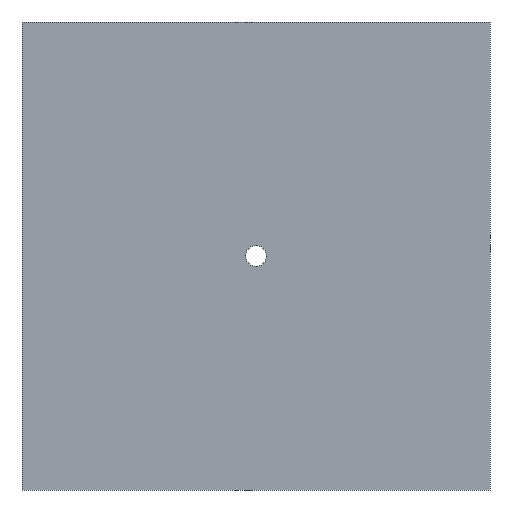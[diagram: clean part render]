
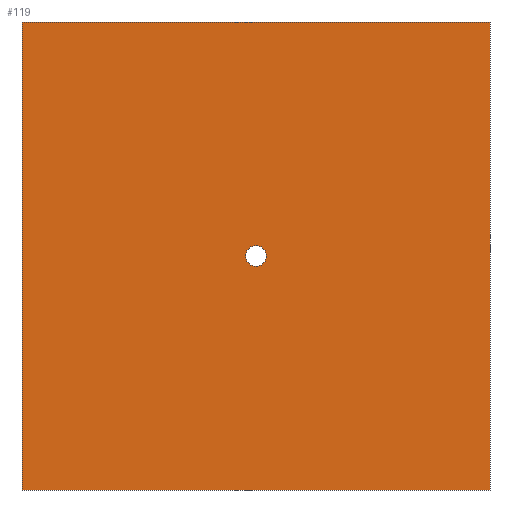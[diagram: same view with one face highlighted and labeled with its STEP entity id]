
A CAD part, front view. The second image highlights one B-rep face of the part: STEP entity #119.
In plain terms, the highlighted planar face has unit normal (0, -1, 0).
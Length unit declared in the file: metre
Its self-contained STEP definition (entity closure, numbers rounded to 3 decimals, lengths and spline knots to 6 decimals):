
#7 = PLANE ( 'NONE',  #60 ) ;
#8 = DIRECTION ( 'NONE',  ( 0., 0., -1. ) ) ;
#22 = VECTOR ( 'NONE', #171, 1. ) ;
#36 = CARTESIAN_POINT ( 'NONE',  ( 0., 0., 0. ) ) ;
#37 = ORIENTED_EDGE ( 'NONE', *, *, #242, .F. ) ;
#40 = CARTESIAN_POINT ( 'NONE',  ( 0., 0., -0.002 ) ) ;
#50 = AXIS2_PLACEMENT_3D ( 'NONE', #36, #224, #8 ) ;
#53 = FACE_BOUND ( 'NONE', #285, .T. ) ;
#56 = DIRECTION ( 'NONE',  ( 0., -1., 0. ) ) ;
#57 = CARTESIAN_POINT ( 'NONE',  ( -0.045, 0., 0.045 ) ) ;
#60 = AXIS2_PLACEMENT_3D ( 'NONE', #100, #56, #151 ) ;
#61 = LINE ( 'NONE', #156, #226 ) ;
#77 = LINE ( 'NONE', #269, #22 ) ;
#86 = EDGE_LOOP ( 'NONE', ( #260, #91, #97, #37 ) ) ;
#88 = ORIENTED_EDGE ( 'NONE', *, *, #200, .F. ) ;
#89 = EDGE_CURVE ( 'NONE', #165, #173, #169, .T. ) ;
#91 = ORIENTED_EDGE ( 'NONE', *, *, #109, .F. ) ;
#96 = DIRECTION ( 'NONE',  ( 0., 0., 1. ) ) ;
#97 = ORIENTED_EDGE ( 'NONE', *, *, #89, .F. ) ;
#100 = CARTESIAN_POINT ( 'NONE',  ( 0., 0., 0. ) ) ;
#106 = DIRECTION ( 'NONE',  ( 0., 0., -1. ) ) ;
#109 = EDGE_CURVE ( 'NONE', #173, #283, #77, .T. ) ;
#119 = ADVANCED_FACE ( 'NONE', ( #53, #244 ), #7, .T. ) ;
#126 = CARTESIAN_POINT ( 'NONE',  ( 0., 0., 0.002 ) ) ;
#133 = CARTESIAN_POINT ( 'NONE',  ( 0.045, 0., -0.045 ) ) ;
#137 = EDGE_CURVE ( 'NONE', #258, #254, #141, .T. ) ;
#141 = CIRCLE ( 'NONE', #50, 0.002 ) ;
#151 = DIRECTION ( 'NONE',  ( 0., 0., -1. ) ) ;
#156 = CARTESIAN_POINT ( 'NONE',  ( 0.045, 0., 0.045 ) ) ;
#165 = VERTEX_POINT ( 'NONE', #175 ) ;
#169 = LINE ( 'NONE', #216, #187 ) ;
#171 = DIRECTION ( 'NONE',  ( 1., 0., 0. ) ) ;
#173 = VERTEX_POINT ( 'NONE', #57 ) ;
#175 = CARTESIAN_POINT ( 'NONE',  ( -0.045, 0., -0.045 ) ) ;
#179 = CARTESIAN_POINT ( 'NONE',  ( 0.045, 0., 0.045 ) ) ;
#187 = VECTOR ( 'NONE', #96, 1. ) ;
#188 = VERTEX_POINT ( 'NONE', #133 ) ;
#191 = ORIENTED_EDGE ( 'NONE', *, *, #137, .F. ) ;
#200 = EDGE_CURVE ( 'NONE', #254, #258, #302, .T. ) ;
#204 = DIRECTION ( 'NONE',  ( -1., 0., 0. ) ) ;
#206 = LINE ( 'NONE', #299, #271 ) ;
#208 = DIRECTION ( 'NONE',  ( 0., -1., 0. ) ) ;
#216 = CARTESIAN_POINT ( 'NONE',  ( -0.045, 0., 0.045 ) ) ;
#224 = DIRECTION ( 'NONE',  ( 0., -1., 0. ) ) ;
#226 = VECTOR ( 'NONE', #265, 1. ) ;
#242 = EDGE_CURVE ( 'NONE', #188, #165, #206, .T. ) ;
#244 = FACE_OUTER_BOUND ( 'NONE', #86, .T. ) ;
#254 = VERTEX_POINT ( 'NONE', #126 ) ;
#258 = VERTEX_POINT ( 'NONE', #40 ) ;
#260 = ORIENTED_EDGE ( 'NONE', *, *, #300, .F. ) ;
#264 = AXIS2_PLACEMENT_3D ( 'NONE', #273, #208, #106 ) ;
#265 = DIRECTION ( 'NONE',  ( 0., 0., -1. ) ) ;
#269 = CARTESIAN_POINT ( 'NONE',  ( -0.045, 0., 0.045 ) ) ;
#271 = VECTOR ( 'NONE', #204, 1. ) ;
#273 = CARTESIAN_POINT ( 'NONE',  ( 0., 0., 0. ) ) ;
#283 = VERTEX_POINT ( 'NONE', #179 ) ;
#285 = EDGE_LOOP ( 'NONE', ( #88, #191 ) ) ;
#299 = CARTESIAN_POINT ( 'NONE',  ( -0.045, 0., -0.045 ) ) ;
#300 = EDGE_CURVE ( 'NONE', #283, #188, #61, .T. ) ;
#302 = CIRCLE ( 'NONE', #264, 0.002 ) ;
